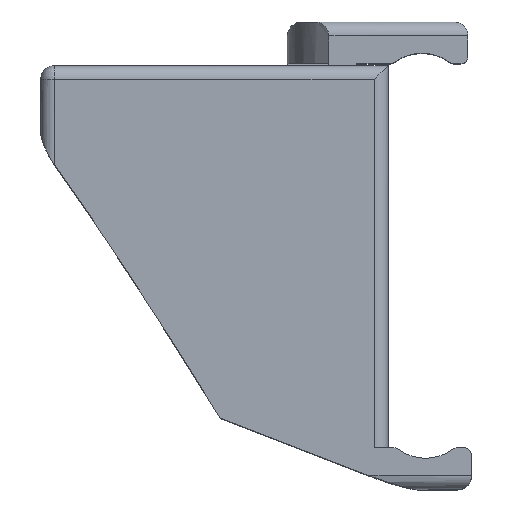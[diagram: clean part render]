
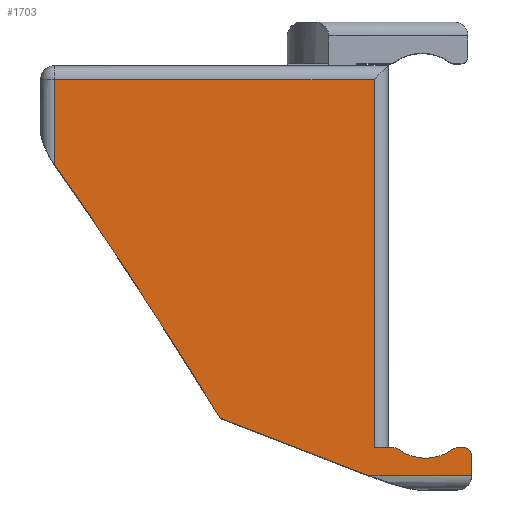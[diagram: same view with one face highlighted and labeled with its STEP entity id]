
A CAD part, top view. The second image highlights one B-rep face of the part: STEP entity #1703.
In plain terms, the highlighted planar face has unit normal (0, 0, 1).
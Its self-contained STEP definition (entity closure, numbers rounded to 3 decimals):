
#34=(
BOUNDED_CURVE()
B_SPLINE_CURVE(2,(#3201,#3202,#3203),.UNSPECIFIED.,.F.,.F.)
B_SPLINE_CURVE_WITH_KNOTS((3,3),(2.719,6.645),
 .UNSPECIFIED.)
CURVE()
GEOMETRIC_REPRESENTATION_ITEM()
RATIONAL_B_SPLINE_CURVE((1.066,1.086,1.026))
REPRESENTATION_ITEM('')
);
#73=PLANE('',#1860);
#169=FACE_OUTER_BOUND('',#268,.T.);
#268=EDGE_LOOP('',(#1301,#1302,#1303,#1304,#1305,#1306,#1307,#1308,#1309,
#1310,#1311,#1312,#1313));
#356=LINE('',#2974,#503);
#368=LINE('',#3045,#515);
#373=LINE('',#3090,#520);
#375=LINE('',#3097,#522);
#378=LINE('',#3107,#525);
#395=LINE('',#3189,#542);
#396=LINE('',#3193,#543);
#397=LINE('',#3200,#544);
#503=VECTOR('',#2058,10.);
#515=VECTOR('',#2094,10.);
#520=VECTOR('',#2107,10.);
#522=VECTOR('',#2113,10.);
#525=VECTOR('',#2124,10.);
#542=VECTOR('',#2173,10.);
#543=VECTOR('',#2176,10.);
#544=VECTOR('',#2183,10.);
#657=CIRCLE('',#1861,1.);
#658=CIRCLE('',#1862,1.);
#659=CIRCLE('',#1863,6.63);
#660=CIRCLE('',#1864,1.);
#728=VERTEX_POINT('',#2972);
#729=VERTEX_POINT('',#2973);
#745=VERTEX_POINT('',#3044);
#753=VERTEX_POINT('',#3077);
#754=VERTEX_POINT('',#3089);
#756=VERTEX_POINT('',#3095);
#757=VERTEX_POINT('',#3096);
#776=VERTEX_POINT('',#3188);
#777=VERTEX_POINT('',#3190);
#778=VERTEX_POINT('',#3192);
#779=VERTEX_POINT('',#3194);
#780=VERTEX_POINT('',#3196);
#781=VERTEX_POINT('',#3198);
#909=EDGE_CURVE('',#728,#729,#356,.T.);
#931=EDGE_CURVE('',#745,#729,#368,.T.);
#942=EDGE_CURVE('',#753,#754,#373,.T.);
#945=EDGE_CURVE('',#756,#757,#375,.T.);
#951=EDGE_CURVE('',#754,#756,#378,.T.);
#977=EDGE_CURVE('',#776,#728,#395,.T.);
#978=EDGE_CURVE('',#777,#776,#657,.T.);
#979=EDGE_CURVE('',#778,#777,#396,.T.);
#980=EDGE_CURVE('',#779,#778,#658,.T.);
#981=EDGE_CURVE('',#779,#780,#659,.T.);
#982=EDGE_CURVE('',#781,#780,#660,.T.);
#983=EDGE_CURVE('',#757,#781,#397,.T.);
#984=EDGE_CURVE('',#753,#745,#34,.T.);
#1301=ORIENTED_EDGE('',*,*,#909,.F.);
#1302=ORIENTED_EDGE('',*,*,#977,.F.);
#1303=ORIENTED_EDGE('',*,*,#978,.F.);
#1304=ORIENTED_EDGE('',*,*,#979,.F.);
#1305=ORIENTED_EDGE('',*,*,#980,.F.);
#1306=ORIENTED_EDGE('',*,*,#981,.T.);
#1307=ORIENTED_EDGE('',*,*,#982,.F.);
#1308=ORIENTED_EDGE('',*,*,#983,.F.);
#1309=ORIENTED_EDGE('',*,*,#945,.F.);
#1310=ORIENTED_EDGE('',*,*,#951,.F.);
#1311=ORIENTED_EDGE('',*,*,#942,.F.);
#1312=ORIENTED_EDGE('',*,*,#984,.T.);
#1313=ORIENTED_EDGE('',*,*,#931,.T.);
#1703=ADVANCED_FACE('',(#169),#73,.T.);
#1860=AXIS2_PLACEMENT_3D('',#3187,#2171,#2172);
#1861=AXIS2_PLACEMENT_3D('',#3191,#2174,#2175);
#1862=AXIS2_PLACEMENT_3D('',#3195,#2177,#2178);
#1863=AXIS2_PLACEMENT_3D('',#3197,#2179,#2180);
#1864=AXIS2_PLACEMENT_3D('',#3199,#2181,#2182);
#2058=DIRECTION('',(-1.,0.,0.));
#2094=DIRECTION('',(0.933,-0.361,0.));
#2107=DIRECTION('',(0.,1.,0.));
#2113=DIRECTION('',(0.,-1.,0.));
#2124=DIRECTION('',(1.,0.,0.));
#2171=DIRECTION('center_axis',(0.,0.,1.));
#2172=DIRECTION('ref_axis',(1.,0.,0.));
#2173=DIRECTION('',(0.,-1.,0.));
#2174=DIRECTION('center_axis',(0.,0.,-1.));
#2175=DIRECTION('ref_axis',(0.707,0.707,0.));
#2176=DIRECTION('',(1.,0.,0.));
#2177=DIRECTION('center_axis',(0.,0.,-1.));
#2178=DIRECTION('ref_axis',(-0.314,0.95,0.));
#2179=DIRECTION('center_axis',(0.,0.,-1.));
#2180=DIRECTION('ref_axis',(-0.633,-0.774,0.));
#2181=DIRECTION('center_axis',(0.,0.,-1.));
#2182=DIRECTION('ref_axis',(0.314,0.95,0.));
#2183=DIRECTION('',(1.,0.,0.));
#2972=CARTESIAN_POINT('',(12.,2.,20.));
#2973=CARTESIAN_POINT('',(-2.744,2.,20.));
#2974=CARTESIAN_POINT('',(-22.5,2.,20.));
#3044=CARTESIAN_POINT('',(-24.139,10.275,20.));
#3045=CARTESIAN_POINT('',(-6.795,3.567,20.));
#3077=CARTESIAN_POINT('',(-48.,46.737,20.));
#3089=CARTESIAN_POINT('',(-48.,59.,20.));
#3090=CARTESIAN_POINT('',(-48.,15.25,20.));
#3095=CARTESIAN_POINT('',(-2.,59.,20.));
#3096=CARTESIAN_POINT('',(-2.,6.,20.));
#3097=CARTESIAN_POINT('',(-2.,0.,20.));
#3107=CARTESIAN_POINT('',(-22.5,59.,20.));
#3187=CARTESIAN_POINT('Origin',(-30.,0.,20.));
#3188=CARTESIAN_POINT('',(12.,5.,20.));
#3189=CARTESIAN_POINT('',(12.,61.,20.));
#3190=CARTESIAN_POINT('',(11.,6.,20.));
#3191=CARTESIAN_POINT('Origin',(11.,5.,20.));
#3192=CARTESIAN_POINT('',(9.943,6.,20.));
#3193=CARTESIAN_POINT('',(0.,6.,20.));
#3194=CARTESIAN_POINT('',(9.348,5.803,20.));
#3195=CARTESIAN_POINT('Origin',(9.943,5.,20.));
#3196=CARTESIAN_POINT('',(1.452,5.803,20.));
#3197=CARTESIAN_POINT('Origin',(5.4,11.13,20.));
#3198=CARTESIAN_POINT('',(0.857,6.,20.));
#3199=CARTESIAN_POINT('Origin',(0.857,5.,20.));
#3200=CARTESIAN_POINT('',(0.,6.,20.));
#3201=CARTESIAN_POINT('Ctrl Pts',(-48.,46.737,20.));
#3202=CARTESIAN_POINT('Ctrl Pts',(-38.915,34.093,20.));
#3203=CARTESIAN_POINT('Ctrl Pts',(-24.139,10.275,20.));
